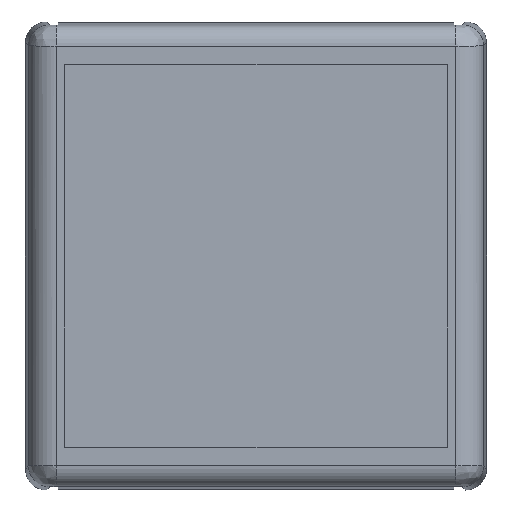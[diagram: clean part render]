
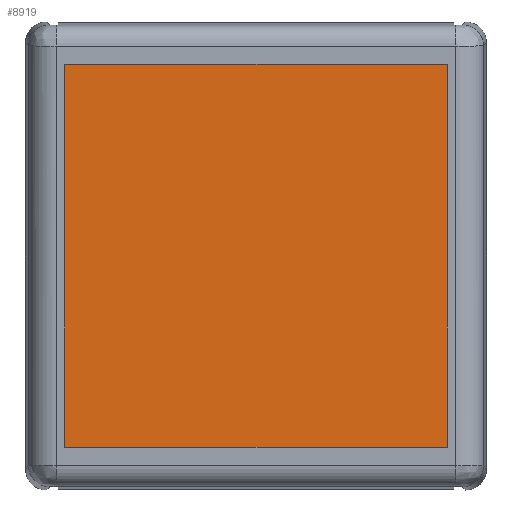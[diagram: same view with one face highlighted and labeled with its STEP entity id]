
A CAD part, top view. The second image highlights one B-rep face of the part: STEP entity #8919.
In plain terms, the highlighted face is planar.
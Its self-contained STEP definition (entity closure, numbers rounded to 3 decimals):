
#936=LINE('',#16412,#1712);
#940=LINE('',#16420,#1716);
#943=LINE('',#16426,#1719);
#946=LINE('',#16431,#1722);
#1712=VECTOR('',#11162,55.);
#1716=VECTOR('',#11168,55.);
#1719=VECTOR('',#11173,55.);
#1722=VECTOR('',#11178,55.);
#2099=PLANE('',#9472);
#2912=FACE_OUTER_BOUND('',#3483,.T.);
#3483=EDGE_LOOP('',(#7973,#7974,#7975,#7976));
#4496=VERTEX_POINT('',#16410);
#4497=VERTEX_POINT('',#16411);
#4500=VERTEX_POINT('',#16419);
#4502=VERTEX_POINT('',#16425);
#5690=EDGE_CURVE('',#4496,#4497,#936,.T.);
#5694=EDGE_CURVE('',#4497,#4500,#940,.T.);
#5697=EDGE_CURVE('',#4500,#4502,#943,.T.);
#5700=EDGE_CURVE('',#4502,#4496,#946,.T.);
#7973=ORIENTED_EDGE('',*,*,#5690,.T.);
#7974=ORIENTED_EDGE('',*,*,#5694,.T.);
#7975=ORIENTED_EDGE('',*,*,#5697,.T.);
#7976=ORIENTED_EDGE('',*,*,#5700,.T.);
#8919=ADVANCED_FACE('',(#2912),#2099,.F.);
#9472=AXIS2_PLACEMENT_3D('',#16433,#11180,#11181);
#11162=DIRECTION('',(0.,-1.,0.));
#11168=DIRECTION('',(-1.,0.,0.));
#11173=DIRECTION('',(0.,1.,0.));
#11178=DIRECTION('',(1.,0.,0.));
#11180=DIRECTION('center_axis',(0.,0.,1.));
#11181=DIRECTION('ref_axis',(1.,0.,0.));
#16410=CARTESIAN_POINT('',(27.5,27.5,1.));
#16411=CARTESIAN_POINT('',(27.5,-27.5,1.));
#16412=CARTESIAN_POINT('',(27.5,-27.5,1.));
#16419=CARTESIAN_POINT('',(-27.5,-27.5,1.));
#16420=CARTESIAN_POINT('',(-27.5,-27.5,1.));
#16425=CARTESIAN_POINT('',(-27.5,27.5,1.));
#16426=CARTESIAN_POINT('',(-27.5,27.5,1.));
#16431=CARTESIAN_POINT('',(27.5,27.5,1.));
#16433=CARTESIAN_POINT('Origin',(0.,0.,
1.));
